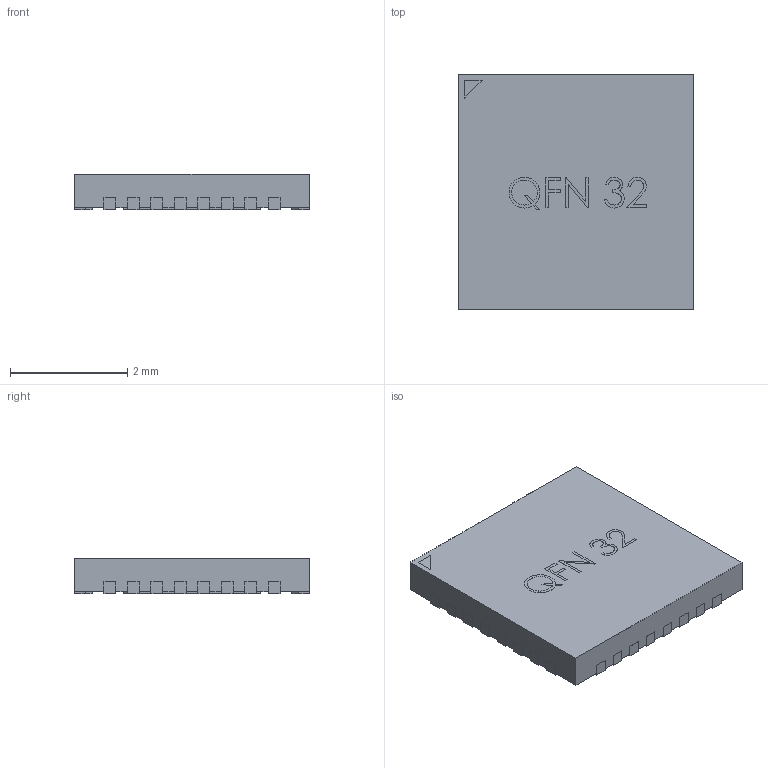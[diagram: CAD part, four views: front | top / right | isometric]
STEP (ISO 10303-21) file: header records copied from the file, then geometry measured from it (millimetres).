
FILE_DESCRIPTION(('FreeCAD Model'),'2;1');
FILE_NAME('WQFN-32_4x4mm_P0.4mm.step', '2019-12-10T11:10:41',('kicad StepUp'),('ksu MCAD'), 'Open CASCADE STEP processor 7.3','FreeCAD','Unknown');
FILE_SCHEMA(('AUTOMOTIVE_DESIGN { 1 0 10303 214 1 1 1 1 }'));
Length unit declared in the file: millimetre
Products named in the file (1): WQFN-32_4x4mm_P0.4mm
Bounding box: 4 x 4 x 0.6 mm (x, y, z)
Volume: 9.3 mm3; surface area: 42.5 mm2
Topology: 1 solids, 1 shells, 287 faces, 831 edges, 554 vertices
Faces by surface type: plane 257, bspline 30
Entity records: 12943 total; most frequent: CARTESIAN_POINT 3559, ORIENTED_EDGE 1662, DIRECTION 1287, EDGE_CURVE 831, LINE 771, VECTOR 771, VERTEX_POINT 554, FACE_BOUND 295
